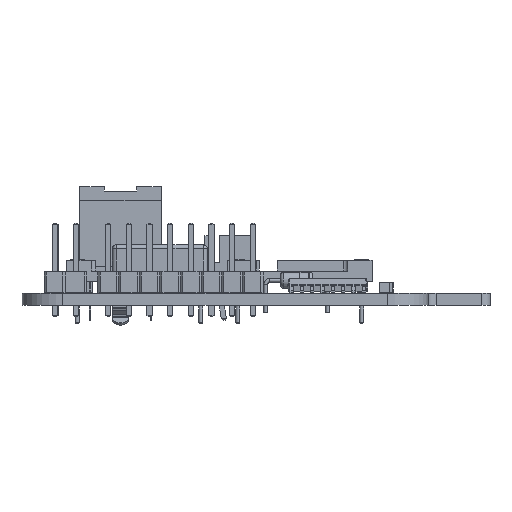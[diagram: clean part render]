
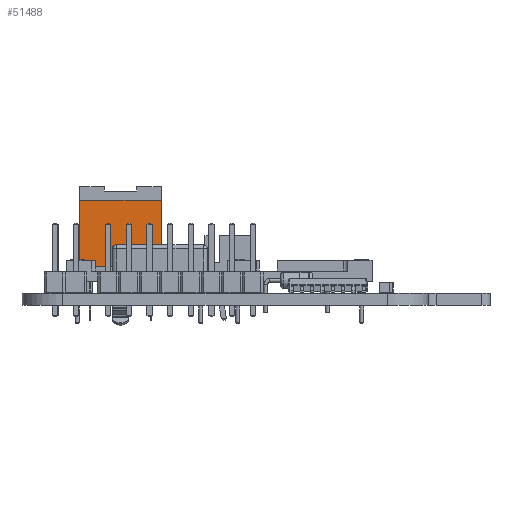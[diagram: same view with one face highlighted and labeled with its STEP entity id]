
A CAD part, left-side view. The second image highlights one B-rep face of the part: STEP entity #51488.
In plain terms, the highlighted face is planar.
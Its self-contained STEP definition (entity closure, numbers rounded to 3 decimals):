
#51392 = VERTEX_POINT('',#51393);
#51393 = CARTESIAN_POINT('',(-3.226,-3.353,-18.364));
#51399 = EDGE_CURVE('',#51392,#51400,#51402,.T.);
#51400 = VERTEX_POINT('',#51401);
#51401 = CARTESIAN_POINT('',(3.226,-3.353,-18.364));
#51402 = LINE('',#51403,#51404);
#51403 = CARTESIAN_POINT('',(-5.004,-3.353,-18.364));
#51404 = VECTOR('',#51405,1.);
#51405 = DIRECTION('',(1.,-0.,-0.));
#51488 = ADVANCED_FACE('',(#51489),#51546,.F.);
#51489 = FACE_BOUND('',#51490,.T.);
#51490 = EDGE_LOOP('',(#51491,#51499,#51507,#51515,#51523,#51531,#51539,
    #51545));
#51491 = ORIENTED_EDGE('',*,*,#51492,.F.);
#51492 = EDGE_CURVE('',#51493,#51392,#51495,.T.);
#51493 = VERTEX_POINT('',#51494);
#51494 = CARTESIAN_POINT('',(-3.226,-2.591,-18.364));
#51495 = LINE('',#51496,#51497);
#51496 = CARTESIAN_POINT('',(-3.226,4.851,-18.364));
#51497 = VECTOR('',#51498,1.);
#51498 = DIRECTION('',(0.,-1.,0.));
#51499 = ORIENTED_EDGE('',*,*,#51500,.T.);
#51500 = EDGE_CURVE('',#51493,#51501,#51503,.T.);
#51501 = VERTEX_POINT('',#51502);
#51502 = CARTESIAN_POINT('',(-5.004,-2.591,-18.364));
#51503 = LINE('',#51504,#51505);
#51504 = CARTESIAN_POINT('',(-5.004,-2.591,-18.364));
#51505 = VECTOR('',#51506,1.);
#51506 = DIRECTION('',(-1.,-0.,0.));
#51507 = ORIENTED_EDGE('',*,*,#51508,.F.);
#51508 = EDGE_CURVE('',#51509,#51501,#51511,.T.);
#51509 = VERTEX_POINT('',#51510);
#51510 = CARTESIAN_POINT('',(-5.004,4.851,-18.364));
#51511 = LINE('',#51512,#51513);
#51512 = CARTESIAN_POINT('',(-5.004,4.851,-18.364));
#51513 = VECTOR('',#51514,1.);
#51514 = DIRECTION('',(0.,-1.,0.));
#51515 = ORIENTED_EDGE('',*,*,#51516,.T.);
#51516 = EDGE_CURVE('',#51509,#51517,#51519,.T.);
#51517 = VERTEX_POINT('',#51518);
#51518 = CARTESIAN_POINT('',(5.004,4.851,-18.364));
#51519 = LINE('',#51520,#51521);
#51520 = CARTESIAN_POINT('',(-5.004,4.851,-18.364));
#51521 = VECTOR('',#51522,1.);
#51522 = DIRECTION('',(1.,-0.,-0.));
#51523 = ORIENTED_EDGE('',*,*,#51524,.T.);
#51524 = EDGE_CURVE('',#51517,#51525,#51527,.T.);
#51525 = VERTEX_POINT('',#51526);
#51526 = CARTESIAN_POINT('',(5.004,-2.591,-18.364));
#51527 = LINE('',#51528,#51529);
#51528 = CARTESIAN_POINT('',(5.004,4.851,-18.364));
#51529 = VECTOR('',#51530,1.);
#51530 = DIRECTION('',(0.,-1.,0.));
#51531 = ORIENTED_EDGE('',*,*,#51532,.T.);
#51532 = EDGE_CURVE('',#51525,#51533,#51535,.T.);
#51533 = VERTEX_POINT('',#51534);
#51534 = CARTESIAN_POINT('',(3.226,-2.591,-18.364));
#51535 = LINE('',#51536,#51537);
#51536 = CARTESIAN_POINT('',(-5.004,-2.591,-18.364));
#51537 = VECTOR('',#51538,1.);
#51538 = DIRECTION('',(-1.,0.,0.));
#51539 = ORIENTED_EDGE('',*,*,#51540,.F.);
#51540 = EDGE_CURVE('',#51400,#51533,#51541,.T.);
#51541 = LINE('',#51542,#51543);
#51542 = CARTESIAN_POINT('',(3.226,4.851,-18.364));
#51543 = VECTOR('',#51544,1.);
#51544 = DIRECTION('',(-0.,1.,0.));
#51545 = ORIENTED_EDGE('',*,*,#51399,.F.);
#51546 = PLANE('',#51547);
#51547 = AXIS2_PLACEMENT_3D('',#51548,#51549,#51550);
#51548 = CARTESIAN_POINT('',(-5.004,4.851,-18.364));
#51549 = DIRECTION('',(0.,0.,1.));
#51550 = DIRECTION('',(1.,0.,-0.));
